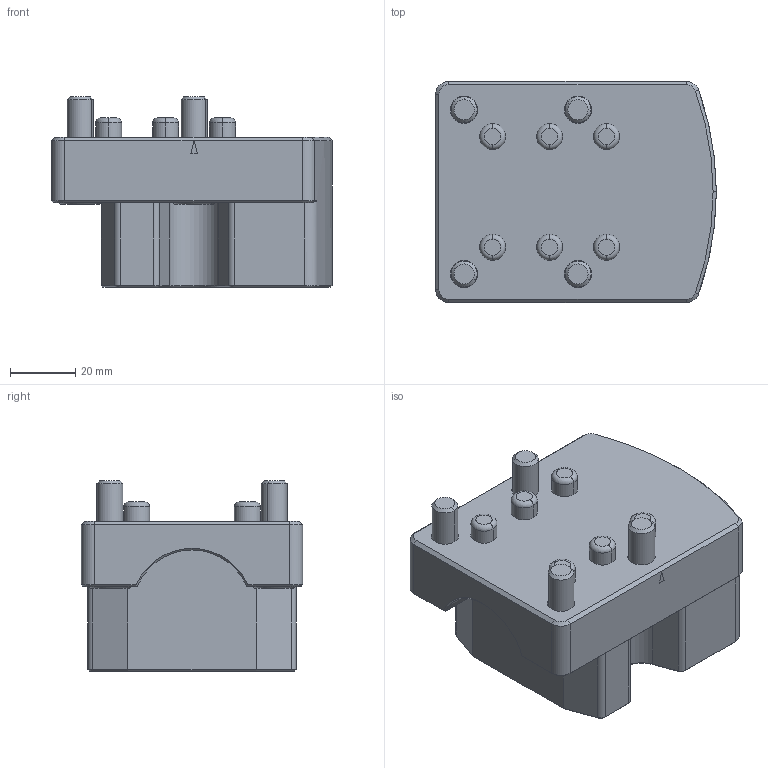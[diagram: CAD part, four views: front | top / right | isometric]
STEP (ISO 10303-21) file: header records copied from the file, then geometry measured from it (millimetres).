
FILE_DESCRIPTION(('no description'),'unknown implementation level');
FILE_NAME('807DA74F-DF78-4D50-9C54-B41DD8DF777E_export.stp',' ',('CIMSOURCE GmbH'),('CADClick - KiM GmbH - www.kimweb.de'),'unknown preprocess','ACIS','unknown authorization');
FILE_SCHEMA(('automotive_design'));
Length unit declared in the file: millimetre
Products named in the file (8): 318.105 Kaiser Ausgleichsgewicht AG 200 x FK AL|690.124 Kaiser ETL M8x30_DIN 912 M8 x 30 --- 30C;Hex; 318.105 Kaiser Ausgleichsgewicht AG 200 x FK AL|690.163 Kaiser ETL M8x25;Hex; 318.105 Kaiser Ausgleichsgewicht AG 200 x FK AL|318.152 Kaiser Schiebegewicht AG 200_mit Beschriftung;Verrundung2; 318.105 Kaiser Ausgleichsgewicht AG 200 x FK AL|318.150 Kaiser Grundk�rper AG 200 x FK AL_Mit Beschriftung;Spiegeln8; 318.105 Kaiser Ausgleichsgewicht AG 200 x FK AL|693.183 Kaiser ETL �8.4_14L_eingebaut;Rotation1
Bounding box: 86.25 x 68 x 58.5 mm (x, y, z)
Volume: 194265.8 mm3; surface area: 45182.8 mm2
Topology: 8 solids, 8 shells, 315 faces, 711 edges, 423 vertices
Faces by surface type: plane 147, cylinder 86, cone 48, torus 34
Entity records: 17009 total; most frequent: DIRECTION 1653, CARTESIAN_POINT 1464, STYLED_ITEM 1445, PRESENTATION_STYLE_ASSIGNMENT 1445, COLOUR_RGB 1445, ORIENTED_EDGE 1398, EDGE_CURVE 699, CURVE_STYLE 699
